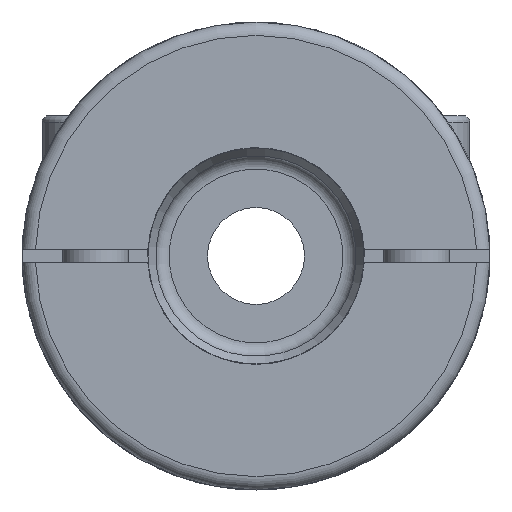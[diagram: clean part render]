
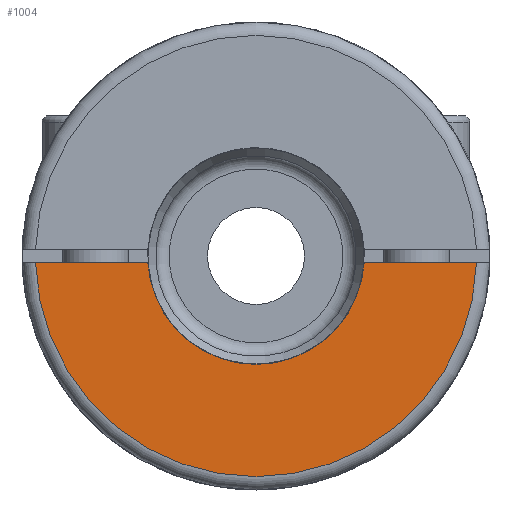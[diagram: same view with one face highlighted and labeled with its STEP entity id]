
A CAD part, left-side view. The second image highlights one B-rep face of the part: STEP entity #1004.
In plain terms, the highlighted planar face has unit normal (-1, 0, 0).
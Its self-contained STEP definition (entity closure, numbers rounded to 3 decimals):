
#1004 = ADVANCED_FACE( '', ( #2356 ), #2357, .T. );
#2356 = FACE_OUTER_BOUND( '', #4015, .T. );
#2357 = PLANE( '', #4016 );
#4015 = EDGE_LOOP( '', ( #7134, #7135, #7136, #7137 ) );
#4016 = AXIS2_PLACEMENT_3D( '', #7138, #7139, #7140 );
#7134 = ORIENTED_EDGE( '', *, *, #10342, .T. );
#7135 = ORIENTED_EDGE( '', *, *, #10512, .T. );
#7136 = ORIENTED_EDGE( '', *, *, #10513, .T. );
#7137 = ORIENTED_EDGE( '', *, *, #10514, .T. );
#7138 = CARTESIAN_POINT( '', ( 0., 0., 7.5 ) );
#7139 = DIRECTION( '', ( -1., 0., 0. ) );
#7140 = DIRECTION( '', ( 0., 0., 1. ) );
#10342 = EDGE_CURVE( '', #12743, #12741, #12744, .T. );
#10512 = EDGE_CURVE( '', #12741, #12978, #12979, .T. );
#10513 = EDGE_CURVE( '', #12978, #12980, #12981, .T. );
#10514 = EDGE_CURVE( '', #12980, #12743, #12982, .T. );
#12741 = VERTEX_POINT( '', #17127 );
#12743 = VERTEX_POINT( '', #17130 );
#12744 = LINE( '', #17131, #17132 );
#12978 = VERTEX_POINT( '', #17684 );
#12979 = CIRCLE( '', #17685, 16.213 );
#12980 = VERTEX_POINT( '', #17686 );
#12981 = LINE( '', #17687, #17688 );
#12982 = CIRCLE( '', #17689, 33. );
#17127 = CARTESIAN_POINT( '', ( 0., -16.182, -1. ) );
#17130 = CARTESIAN_POINT( '', ( 0., -32.985, -1. ) );
#17131 = CARTESIAN_POINT( '', ( 0., 0., -1. ) );
#17132 = VECTOR( '', #20250, 1000. );
#17684 = CARTESIAN_POINT( '', ( 0., 16.182, -1. ) );
#17685 = AXIS2_PLACEMENT_3D( '', #20422, #20423, #20424 );
#17686 = CARTESIAN_POINT( '', ( 0., 32.985, -1. ) );
#17687 = CARTESIAN_POINT( '', ( 0., 0., -1. ) );
#17688 = VECTOR( '', #20425, 1000. );
#17689 = AXIS2_PLACEMENT_3D( '', #20426, #20427, #20428 );
#20250 = DIRECTION( '', ( 0., 1., 0. ) );
#20422 = CARTESIAN_POINT( '', ( 0., 0., 0. ) );
#20423 = DIRECTION( '', ( 1., 0., 0. ) );
#20424 = DIRECTION( '', ( 0., 0.707, -0.707 ) );
#20425 = DIRECTION( '', ( 0., 1., 0. ) );
#20426 = CARTESIAN_POINT( '', ( 0., 0., 0. ) );
#20427 = DIRECTION( '', ( -1., 0., 0. ) );
#20428 = DIRECTION( '', ( 0., 0., 1. ) );
